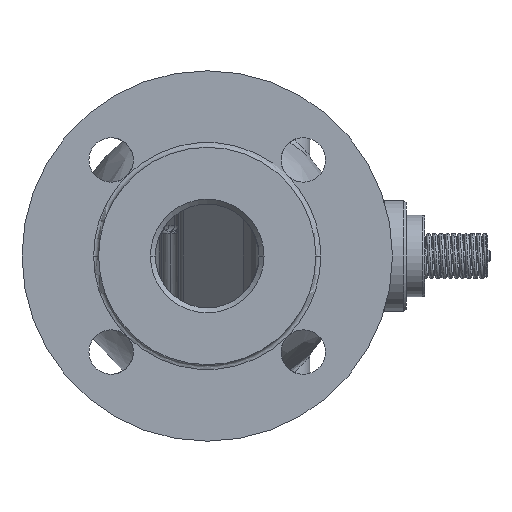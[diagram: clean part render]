
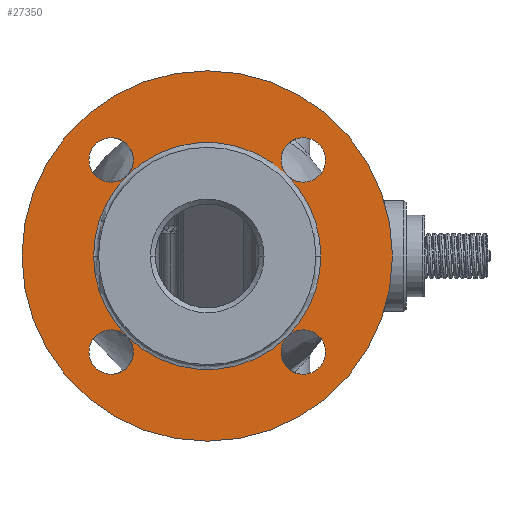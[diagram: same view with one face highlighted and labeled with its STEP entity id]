
A CAD part, left-side view. The second image highlights one B-rep face of the part: STEP entity #27350.
In plain terms, the highlighted planar face has unit normal (-1, 0, 0).
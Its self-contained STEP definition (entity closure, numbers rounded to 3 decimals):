
#10973=CARTESIAN_POINT('',(-98.,0.,0.));
#10974=DIRECTION('',(-1.,0.,0.));
#10975=DIRECTION('',(0.,1.,0.));
#10976=AXIS2_PLACEMENT_3D('',#10973,#10974,#10975);
#10978=CARTESIAN_POINT('',(-98.,0.,0.));
#10979=DIRECTION('',(1.,0.,0.));
#10980=DIRECTION('',(0.,1.,0.));
#10981=AXIS2_PLACEMENT_3D('',#10978,#10979,#10980);
#10983=CARTESIAN_POINT('',(-98.,-38.891,
38.891));
#10984=DIRECTION('',(1.,0.,0.));
#10985=DIRECTION('',(0.,0.,1.));
#10986=AXIS2_PLACEMENT_3D('',#10983,#10984,#10985);
#10988=CARTESIAN_POINT('',(-98.,-38.891,
38.891));
#10989=DIRECTION('',(1.,0.,0.));
#10990=DIRECTION('',(0.,0.707,-0.707));
#10991=AXIS2_PLACEMENT_3D('',#10988,#10989,#10990);
#10993=CARTESIAN_POINT('',(-98.,38.891,
38.891));
#10994=DIRECTION('',(1.,0.,0.));
#10995=DIRECTION('',(0.,0.,1.));
#10996=AXIS2_PLACEMENT_3D('',#10993,#10994,#10995);
#10998=CARTESIAN_POINT('',(-98.,38.891,
38.891));
#10999=DIRECTION('',(1.,0.,0.));
#11000=DIRECTION('',(0.,0.,-1.));
#11001=AXIS2_PLACEMENT_3D('',#10998,#10999,#11000);
#11003=CARTESIAN_POINT('',(-98.,38.891,
38.891));
#11004=DIRECTION('',(1.,0.,0.));
#11005=DIRECTION('',(0.,-0.707,-0.707));
#11006=AXIS2_PLACEMENT_3D('',#11003,#11004,#11005);
#11008=CARTESIAN_POINT('',(-98.,38.891,
-38.891));
#11009=DIRECTION('',(1.,0.,0.));
#11010=DIRECTION('',(0.,0.,1.));
#11011=AXIS2_PLACEMENT_3D('',#11008,#11009,#11010);
#11013=CARTESIAN_POINT('',(-98.,38.891,
-38.891));
#11014=DIRECTION('',(1.,0.,0.));
#11015=DIRECTION('',(0.,0.,-1.));
#11016=AXIS2_PLACEMENT_3D('',#11013,#11014,#11015);
#11018=CARTESIAN_POINT('',(-98.,38.891,
-38.891));
#11019=DIRECTION('',(1.,0.,0.));
#11020=DIRECTION('',(0.,-0.707,0.707));
#11021=AXIS2_PLACEMENT_3D('',#11018,#11019,#11020);
#11023=CARTESIAN_POINT('',(-98.,-38.891,
-38.891));
#11024=DIRECTION('',(1.,0.,0.));
#11025=DIRECTION('',(0.,0.,-1.));
#11026=AXIS2_PLACEMENT_3D('',#11023,#11024,#11025);
#11028=CARTESIAN_POINT('',(-98.,-38.891,
-38.891));
#11029=DIRECTION('',(1.,0.,0.));
#11030=DIRECTION('',(0.,0.,1.));
#11031=AXIS2_PLACEMENT_3D('',#11028,#11029,#11030);
#11033=CARTESIAN_POINT('',(-98.,-38.891,
-38.891));
#11034=DIRECTION('',(1.,0.,0.));
#11035=DIRECTION('',(0.,0.707,0.707));
#11036=AXIS2_PLACEMENT_3D('',#11033,#11034,#11035);
#11038=CARTESIAN_POINT('',(-98.,-38.891,
38.891));
#11039=DIRECTION('',(1.,0.,0.));
#11040=DIRECTION('',(0.,0.,-1.));
#11041=AXIS2_PLACEMENT_3D('',#11038,#11039,#11040);
#11051=CARTESIAN_POINT('',(-98.,0.,0.));
#11052=DIRECTION('',(1.,0.,0.));
#11053=DIRECTION('',(0.,1.,0.));
#11054=AXIS2_PLACEMENT_3D('',#11051,#11052,#11053);
#11056=CARTESIAN_POINT('',(-98.,0.,0.));
#11057=DIRECTION('',(1.,0.,0.));
#11058=DIRECTION('',(0.,0.707,0.707));
#11059=AXIS2_PLACEMENT_3D('',#11056,#11057,#11058);
#11061=CARTESIAN_POINT('',(-98.,0.,0.));
#11062=DIRECTION('',(1.,0.,0.));
#11063=DIRECTION('',(0.,-0.707,0.707));
#11064=AXIS2_PLACEMENT_3D('',#11061,#11062,#11063);
#11066=CARTESIAN_POINT('',(-98.,0.,0.));
#11067=DIRECTION('',(-1.,0.,0.));
#11068=DIRECTION('',(0.,1.,0.));
#11069=AXIS2_PLACEMENT_3D('',#11066,#11067,#11068);
#11081=CARTESIAN_POINT('',(-98.,0.,0.));
#11082=DIRECTION('',(-1.,0.,0.));
#11083=DIRECTION('',(0.,-0.707,-0.707));
#11084=AXIS2_PLACEMENT_3D('',#11081,#11082,#11083);
#11086=CARTESIAN_POINT('',(-98.,0.,0.));
#11087=DIRECTION('',(-1.,0.,0.));
#11088=DIRECTION('',(0.,0.707,-0.707));
#11089=AXIS2_PLACEMENT_3D('',#11086,#11087,#11088);
#12698=CARTESIAN_POINT('',(-98.,75.,0.));
#12700=VERTEX_POINT('',#12698);
#12701=CARTESIAN_POINT('',(-98.,46.,0.));
#12703=VERTEX_POINT('',#12701);
#12740=CARTESIAN_POINT('',(-98.,-75.,0.));
#12742=VERTEX_POINT('',#12740);
#12743=CARTESIAN_POINT('',(-98.,-46.,0.));
#12745=VERTEX_POINT('',#12743);
#13307=CARTESIAN_POINT('',(-98.,-38.891,
47.891));
#13308=CARTESIAN_POINT('',(-98.,-38.891,
29.891));
#13309=VERTEX_POINT('',#13307);
#13310=VERTEX_POINT('',#13308);
#13311=CARTESIAN_POINT('',(-98.,-32.527,
32.527));
#13312=VERTEX_POINT('',#13311);
#13313=CARTESIAN_POINT('',(-98.,-38.891,
-29.891));
#13314=CARTESIAN_POINT('',(-98.,-38.891,
-47.891));
#13315=VERTEX_POINT('',#13313);
#13316=VERTEX_POINT('',#13314);
#13317=CARTESIAN_POINT('',(-98.,-32.527,
-32.527));
#13318=VERTEX_POINT('',#13317);
#13319=CARTESIAN_POINT('',(-98.,38.891,
-29.891));
#13320=CARTESIAN_POINT('',(-98.,32.527,
-32.527));
#13321=VERTEX_POINT('',#13319);
#13322=VERTEX_POINT('',#13320);
#13323=CARTESIAN_POINT('',(-98.,38.891,
-47.891));
#13324=VERTEX_POINT('',#13323);
#13325=CARTESIAN_POINT('',(-98.,38.891,
47.891));
#13326=CARTESIAN_POINT('',(-98.,32.527,
32.527));
#13327=VERTEX_POINT('',#13325);
#13328=VERTEX_POINT('',#13326);
#13329=CARTESIAN_POINT('',(-98.,38.891,
29.891));
#13330=VERTEX_POINT('',#13329);
#27303=CARTESIAN_POINT('',(-98.,0.,0.));
#27304=DIRECTION('',(1.,0.,0.));
#27305=DIRECTION('',(0.,-1.,0.));
#27306=AXIS2_PLACEMENT_3D('',#27303,#27304,#27305);
#27307=PLANE('',#27306);
#27308=ORIENTED_EDGE('',*,*,#27296,.F.);
#27309=ORIENTED_EDGE('',*,*,#27285,.T.);
#27310=EDGE_LOOP('',(#27308,#27309));
#27311=FACE_OUTER_BOUND('',#27310,.F.);
#27313=ORIENTED_EDGE('',*,*,#27312,.F.);
#27315=ORIENTED_EDGE('',*,*,#27314,.F.);
#27317=ORIENTED_EDGE('',*,*,#27316,.F.);
#27319=ORIENTED_EDGE('',*,*,#27318,.F.);
#27321=ORIENTED_EDGE('',*,*,#27320,.F.);
#27323=ORIENTED_EDGE('',*,*,#27322,.F.);
#27325=ORIENTED_EDGE('',*,*,#27324,.F.);
#27327=ORIENTED_EDGE('',*,*,#27326,.T.);
#27329=ORIENTED_EDGE('',*,*,#27328,.F.);
#27331=ORIENTED_EDGE('',*,*,#27330,.F.);
#27333=ORIENTED_EDGE('',*,*,#27332,.F.);
#27335=ORIENTED_EDGE('',*,*,#27334,.T.);
#27337=ORIENTED_EDGE('',*,*,#27336,.F.);
#27339=ORIENTED_EDGE('',*,*,#27338,.F.);
#27341=ORIENTED_EDGE('',*,*,#27340,.F.);
#27343=ORIENTED_EDGE('',*,*,#27342,.T.);
#27345=ORIENTED_EDGE('',*,*,#27344,.F.);
#27347=ORIENTED_EDGE('',*,*,#27346,.F.);
#27348=EDGE_LOOP('',(#27313,#27315,#27317,#27319,#27321,#27323,#27325,#27327,
#27329,#27331,#27333,#27335,#27337,#27339,#27341,#27343,#27345,#27347));
#27349=FACE_BOUND('',#27348,.F.);
#27350=ADVANCED_FACE('',(#27311,#27349),#27307,.F.);
#10977=CIRCLE('',#10976,75.);
#10982=CIRCLE('',#10981,75.);
#10987=CIRCLE('',#10986,9.);
#10992=CIRCLE('',#10991,9.);
#10997=CIRCLE('',#10996,9.);
#11002=CIRCLE('',#11001,9.);
#11007=CIRCLE('',#11006,9.);
#11012=CIRCLE('',#11011,9.);
#11017=CIRCLE('',#11016,9.);
#11022=CIRCLE('',#11021,9.);
#11027=CIRCLE('',#11026,9.);
#11032=CIRCLE('',#11031,9.);
#11037=CIRCLE('',#11036,9.);
#11042=CIRCLE('',#11041,9.);
#11055=CIRCLE('',#11054,46.);
#11060=CIRCLE('',#11059,46.);
#11065=CIRCLE('',#11064,46.);
#11070=CIRCLE('',#11069,46.);
#11085=CIRCLE('',#11084,46.);
#11090=CIRCLE('',#11089,46.);
#27285=EDGE_CURVE('',#12700,#12742,#10982,.T.);
#27296=EDGE_CURVE('',#12700,#12742,#10977,.T.);
#27312=EDGE_CURVE('',#13309,#13310,#10987,.T.);
#27314=EDGE_CURVE('',#13312,#13309,#10992,.T.);
#27316=EDGE_CURVE('',#13328,#13312,#11060,.T.);
#27318=EDGE_CURVE('',#13327,#13328,#10997,.T.);
#27320=EDGE_CURVE('',#13330,#13327,#11002,.T.);
#27322=EDGE_CURVE('',#13328,#13330,#11007,.T.);
#27324=EDGE_CURVE('',#12703,#13328,#11055,.T.);
#27326=EDGE_CURVE('',#12703,#13322,#11070,.T.);
#27328=EDGE_CURVE('',#13321,#13322,#11012,.T.);
#27330=EDGE_CURVE('',#13324,#13321,#11017,.T.);
#27332=EDGE_CURVE('',#13322,#13324,#11022,.T.);
#27334=EDGE_CURVE('',#13322,#13318,#11090,.T.);
#27336=EDGE_CURVE('',#13316,#13318,#11027,.T.);
#27338=EDGE_CURVE('',#13315,#13316,#11032,.T.);
#27340=EDGE_CURVE('',#13318,#13315,#11037,.T.);
#27342=EDGE_CURVE('',#13318,#12745,#11085,.T.);
#27344=EDGE_CURVE('',#13312,#12745,#11065,.T.);
#27346=EDGE_CURVE('',#13310,#13312,#11042,.T.);
